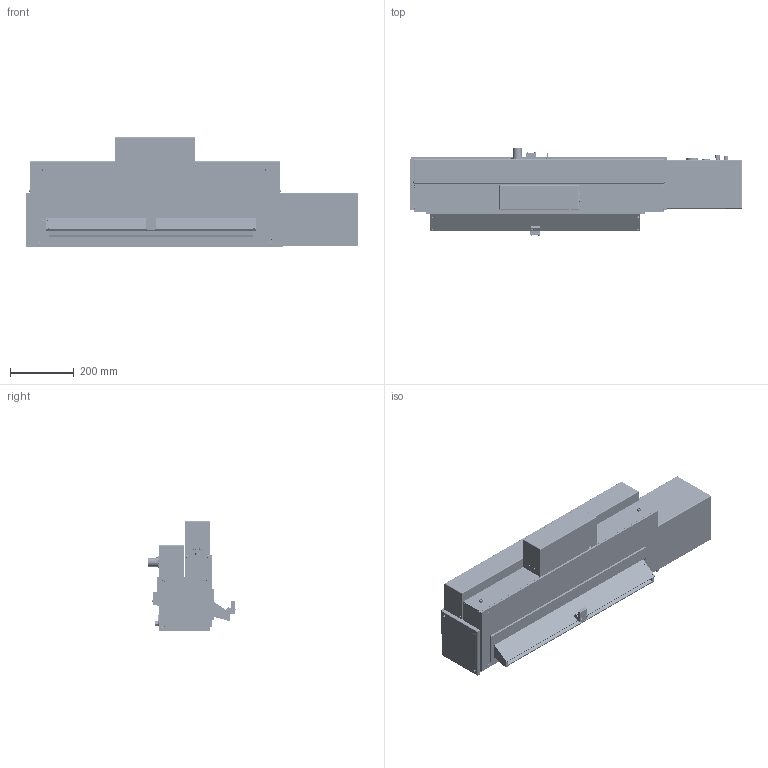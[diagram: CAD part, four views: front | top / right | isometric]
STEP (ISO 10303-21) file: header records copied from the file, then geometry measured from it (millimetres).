
FILE_DESCRIPTION(/* description */ (''),/* implementation_level */ '2;1');
FILE_NAME(/* name */ 'FG-630.stp',/* time_stamp */ '2018-01-18T07:36:43-05:00',/* author */ ('ppanana'),/* organization */ (''),/* preprocessor_version */ 'ST-DEVELOPER v16.1',/* originating_system */ 'Autodesk Inventor 2016',/* authorisation */ '');
FILE_SCHEMA (('CONFIG_CONTROL_DESIGN'));
Products named in the file (1): FG630 SOLID MODEL
Bounding box: 1041.24 x 276.16 x 344.74 mm (x, y, z)
Surface area: 4810567.4 mm2 (no closed solid volume)
Topology: 0 solids, 377 shells, 7109 faces, 16704 edges, 10856 vertices
Faces by surface type: plane 4430, cylinder 1770, bspline 451, cone 378, torus 71, sphere 9
Full cylindrical faces by diameter (mm): 0.6 x1, 1 x2, 1.5 x1, 1.6 x1, 1.8 x2, 2 x17, 2.1 x1, 2.459 x52, 3 x45, 3.2 x8, 3.242 x55, 3.3 x3, 3.4 x25, 3.5 x22, 3.962 x4, 4 x49, 4.134 x61, 4.3 x2, 4.5 x36, 4.8 x8, 4.826 x4, 4.917 x16, 5 x60, 5.4 x9, 5.5 x32, 5.6 x47, 5.7 x16, 5.811 x24, 6 x30, 6.35 x24
Entity records: 234501 total; most frequent: CARTESIAN_POINT 72108, DIRECTION 30633, ORIENTED_EDGE 29158, EDGE_CURVE 14579, AXIS2_PLACEMENT_3D 10414, VERTEX_POINT 10381, EDGE_LOOP 10252, LINE 9805
